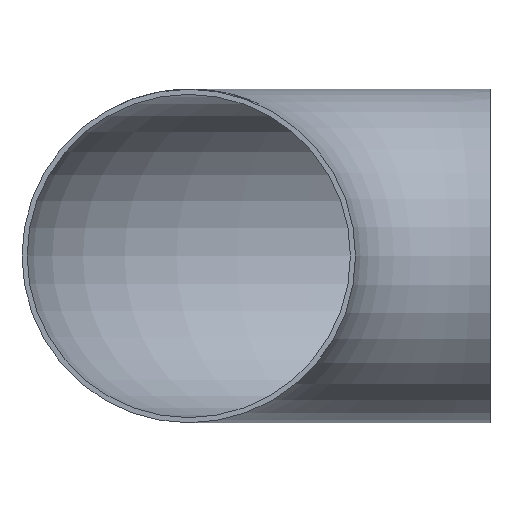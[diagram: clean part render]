
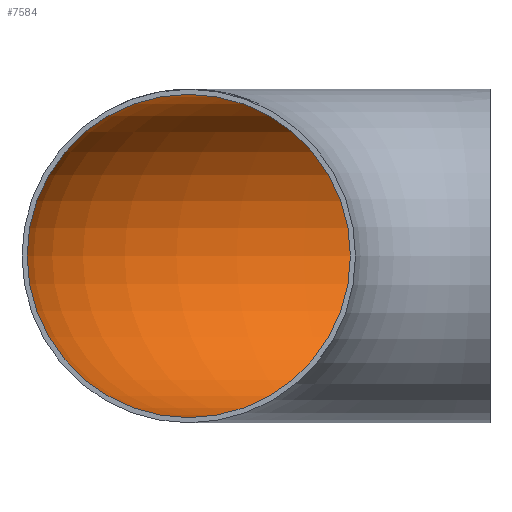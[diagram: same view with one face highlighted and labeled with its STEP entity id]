
A CAD part, front view. The second image highlights one B-rep face of the part: STEP entity #7584.
In plain terms, the highlighted toroidal (fillet/blend) face has major radius 152 mm and minor radius 81.55 mm.
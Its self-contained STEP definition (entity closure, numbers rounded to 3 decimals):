
#1016 = DIRECTION ( 'NONE',  ( 0., 1., 0. ) ) ;
#2045 = EDGE_LOOP ( 'NONE', ( #4743 ) ) ;
#3757 = CIRCLE ( 'NONE', #25398, 81.55 ) ;
#4273 = EDGE_CURVE ( 'NONE', #22884, #22884, #3757, .T. ) ;
#4743 = ORIENTED_EDGE ( 'NONE', *, *, #24712, .F. ) ;
#5019 = DIRECTION ( 'NONE',  ( 0., 0., -1. ) ) ;
#7584 = ADVANCED_FACE ( 'NONE', ( #16503, #25671 ), #29766, .F. ) ;
#10045 = CARTESIAN_POINT ( 'NONE',  ( 0., 152., 0. ) ) ;
#12453 = CARTESIAN_POINT ( 'NONE',  ( 0., 233.55, 0. ) ) ;
#14062 = AXIS2_PLACEMENT_3D ( 'NONE', #16396, #21047, #25568 ) ;
#14544 = CARTESIAN_POINT ( 'NONE',  ( 0., 0., 0. ) ) ;
#14933 = ORIENTED_EDGE ( 'NONE', *, *, #4273, .T. ) ;
#16396 = CARTESIAN_POINT ( 'NONE',  ( -152., 0., 0. ) ) ;
#16503 = FACE_OUTER_BOUND ( 'NONE', #24246, .T. ) ;
#16647 = DIRECTION ( 'NONE',  ( -1., 0., 0. ) ) ;
#17125 = VERTEX_POINT ( 'NONE', #26284 ) ;
#17271 = AXIS2_PLACEMENT_3D ( 'NONE', #14544, #5019, #16647 ) ;
#19101 = DIRECTION ( 'NONE',  ( 1., 0., 0. ) ) ;
#21047 = DIRECTION ( 'NONE',  ( 0., 1., 0. ) ) ;
#22884 = VERTEX_POINT ( 'NONE', #12453 ) ;
#24246 = EDGE_LOOP ( 'NONE', ( #14933 ) ) ;
#24712 = EDGE_CURVE ( 'NONE', #17125, #17125, #26536, .T. ) ;
#25398 = AXIS2_PLACEMENT_3D ( 'NONE', #10045, #19101, #1016 ) ;
#25568 = DIRECTION ( 'NONE',  ( 0., 0., 1. ) ) ;
#25671 = FACE_OUTER_BOUND ( 'NONE', #2045, .T. ) ;
#26284 = CARTESIAN_POINT ( 'NONE',  ( -152., 0., 81.55 ) ) ;
#26536 = CIRCLE ( 'NONE', #14062, 81.55 ) ;
#29766 = TOROIDAL_SURFACE ( 'NONE', #17271, 152., 81.55 ) ;
